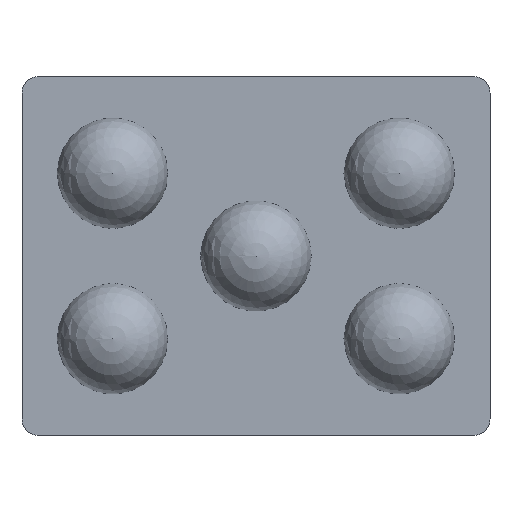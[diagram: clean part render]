
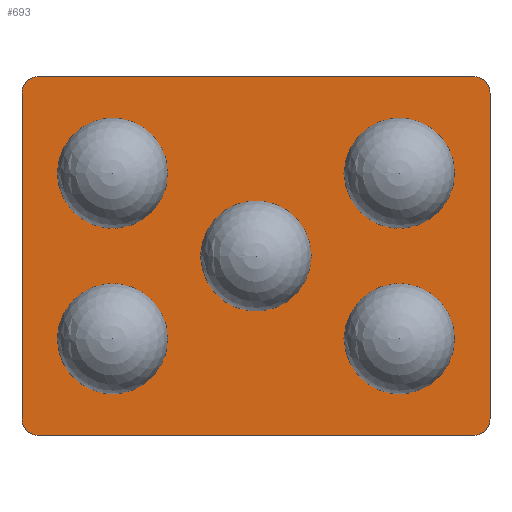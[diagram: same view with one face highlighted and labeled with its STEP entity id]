
A CAD part, front view. The second image highlights one B-rep face of the part: STEP entity #693.
In plain terms, the highlighted planar face has unit normal (0, -1, 0).
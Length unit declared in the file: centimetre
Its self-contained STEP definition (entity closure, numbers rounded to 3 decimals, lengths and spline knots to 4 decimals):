
#21=PLANE('',#776);
#38=LINE('',#2117,#58);
#39=LINE('',#2119,#59);
#40=LINE('',#2122,#60);
#41=LINE('',#2124,#61);
#58=VECTOR('',#937,1.);
#59=VECTOR('',#940,1.);
#60=VECTOR('',#945,1.);
#61=VECTOR('',#948,1.);
#172=FACE_OUTER_BOUND('',#215,.T.);
#215=EDGE_LOOP('',(#410,#411,#412,#413,#414,#415,#416,#417));
#410=ORIENTED_EDGE('',*,*,#489,.F.);
#411=ORIENTED_EDGE('',*,*,#515,.F.);
#412=ORIENTED_EDGE('',*,*,#499,.F.);
#413=ORIENTED_EDGE('',*,*,#516,.F.);
#414=ORIENTED_EDGE('',*,*,#506,.F.);
#415=ORIENTED_EDGE('',*,*,#517,.F.);
#416=ORIENTED_EDGE('',*,*,#494,.F.);
#417=ORIENTED_EDGE('',*,*,#518,.F.);
#489=EDGE_CURVE('',#578,#579,#636,.T.);
#494=EDGE_CURVE('',#581,#582,#639,.T.);
#499=EDGE_CURVE('',#584,#585,#642,.T.);
#506=EDGE_CURVE('',#587,#588,#645,.T.);
#515=EDGE_CURVE('',#585,#578,#38,.T.);
#516=EDGE_CURVE('',#588,#584,#39,.T.);
#517=EDGE_CURVE('',#582,#587,#40,.T.);
#518=EDGE_CURVE('',#579,#581,#41,.T.);
#578=VERTEX_POINT('',#1964);
#579=VERTEX_POINT('',#1965);
#581=VERTEX_POINT('',#2009);
#582=VERTEX_POINT('',#2010);
#584=VERTEX_POINT('',#2054);
#585=VERTEX_POINT('',#2055);
#587=VERTEX_POINT('',#2102);
#588=VERTEX_POINT('',#2103);
#636=CIRCLE('',#754,0.005);
#639=CIRCLE('',#758,0.005);
#642=CIRCLE('',#762,0.005);
#645=CIRCLE('',#767,0.005);
#693=ADVANCED_FACE('',(#172),#21,.F.);
#754=AXIS2_PLACEMENT_3D('',#1966,#885,#886);
#758=AXIS2_PLACEMENT_3D('',#2011,#895,#896);
#762=AXIS2_PLACEMENT_3D('',#2056,#905,#906);
#767=AXIS2_PLACEMENT_3D('',#2104,#919,#920);
#776=AXIS2_PLACEMENT_3D('',#2125,#949,#950);
#885=DIRECTION('center_axis',(0.,1.,0.));
#886=DIRECTION('ref_axis',(0.707,0.,-0.707));
#895=DIRECTION('center_axis',(0.,1.,0.));
#896=DIRECTION('ref_axis',(-0.707,0.,-0.707));
#905=DIRECTION('center_axis',(0.,1.,0.));
#906=DIRECTION('ref_axis',(0.707,0.,0.707));
#919=DIRECTION('center_axis',(0.,1.,0.));
#920=DIRECTION('ref_axis',(-0.707,0.,0.707));
#937=DIRECTION('',(0.,0.,-1.));
#940=DIRECTION('',(1.,0.,0.));
#945=DIRECTION('',(0.,0.,1.));
#948=DIRECTION('',(-1.,0.,0.));
#949=DIRECTION('center_axis',(0.,1.,0.));
#950=DIRECTION('ref_axis',(-1.,0.,0.));
#1964=CARTESIAN_POINT('',(0.0707,0.,-0.0492));
#1965=CARTESIAN_POINT('',(0.0657,0.,-0.0542));
#1966=CARTESIAN_POINT('Origin',(0.0657,0.,-0.0492));
#2009=CARTESIAN_POINT('',(-0.0657,0.,-0.0542));
#2010=CARTESIAN_POINT('',(-0.0707,0.,-0.0492));
#2011=CARTESIAN_POINT('Origin',(-0.0657,0.,-0.0492));
#2054=CARTESIAN_POINT('',(0.0657,0.,0.0542));
#2055=CARTESIAN_POINT('',(0.0707,0.,0.0492));
#2056=CARTESIAN_POINT('Origin',(0.0657,0.,0.0492));
#2102=CARTESIAN_POINT('',(-0.0707,0.,0.0492));
#2103=CARTESIAN_POINT('',(-0.0657,0.,0.0542));
#2104=CARTESIAN_POINT('Origin',(-0.0657,0.,0.0492));
#2117=CARTESIAN_POINT('',(0.0707,0.,0.0542));
#2119=CARTESIAN_POINT('',(-0.0707,0.,0.0542));
#2122=CARTESIAN_POINT('',(-0.0707,0.,-0.0542));
#2124=CARTESIAN_POINT('',(0.0707,0.,-0.0542));
#2125=CARTESIAN_POINT('Origin',(0.,0.,0.));
